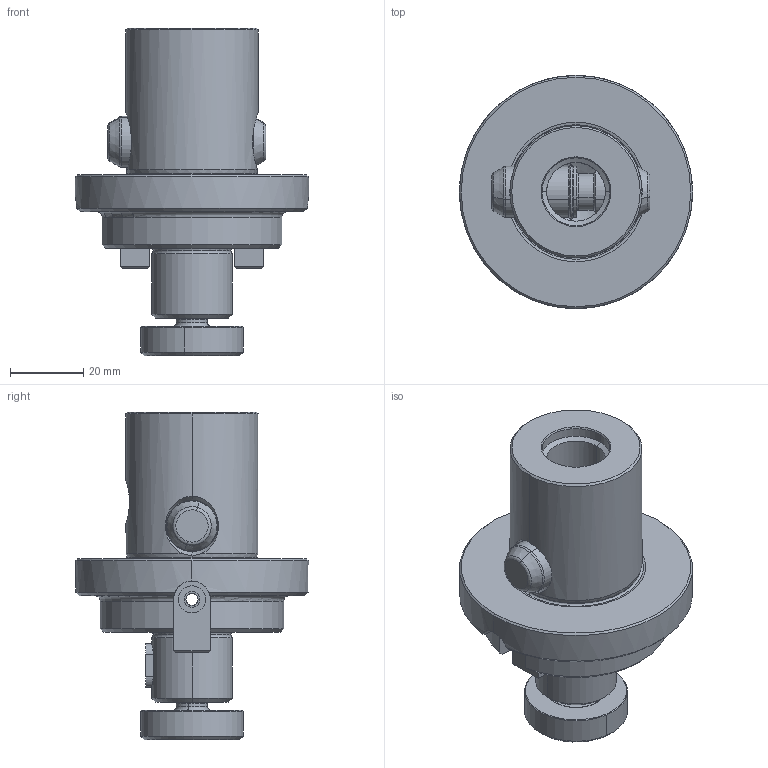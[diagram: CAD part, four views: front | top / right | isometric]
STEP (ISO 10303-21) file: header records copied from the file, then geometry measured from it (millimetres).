
FILE_DESCRIPTION(('no description'),'unknown implementation level');
FILE_NAME('9D648E02-CA50-4BB3-B3C1-593A2162230E_export.stp',' ',('CIMSOURCE GmbH'),('CADClick - KiM GmbH - www.kimweb.de'),'unknown preprocess','ACIS','unknown authorization');
FILE_SCHEMA(('automotive_design'));
Length unit declared in the file: millimetre
Products named in the file (8): 335.431 Kaiser CKS6 X F22|691.606 Kaiser ETL MST 22 (Paar)_Standard;NONE; 335.431 Kaiser CKS6 X F22|691.601 Kaiser ETL FK 6 X 6_Standard;NONE; 335.431 Kaiser CKS6 X F22|335.431 Kaiser CKS6 X F22_Standard;NONE; 335.431 Kaiser CKS6 X F22|690.704 Kaiser ETL FR22_M10_Standard-1;NONE; 335.431 Kaiser CKS6 X F22|690.704 Kaiser ETL FR22_M10_Standard;NONE; 335.431 Kaiser CKS6 X F22|691.506 Kaiser ETL D14 X 43K_Standard|693.305 Sprengring_Standard;NONE; 335.431 Kaiser CKS6 X F22|691.506 Kaiser ETL D14 X 43K_Standard|691.526 Mitnehmerbolzen_Standard;NONE
Bounding box: 63.5 x 63.5 x 89.26 mm (x, y, z)
Volume: 94519.4 mm3; surface area: 27763.1 mm2
Topology: 8 solids, 8 shells, 227 faces, 526 edges, 313 vertices
Faces by surface type: cylinder 78, plane 69, cone 46, torus 34
Entity records: 13527 total; most frequent: CARTESIAN_POINT 2177, DIRECTION 1136, STYLED_ITEM 1072, PRESENTATION_STYLE_ASSIGNMENT 1072, COLOUR_RGB 1072, ORIENTED_EDGE 1048, EDGE_CURVE 524, CURVE_STYLE 524
